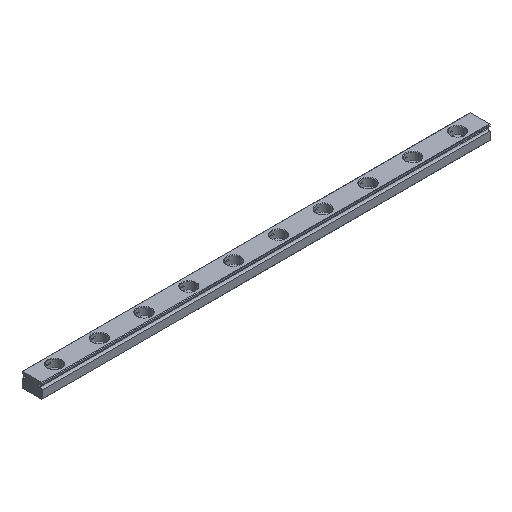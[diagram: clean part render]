
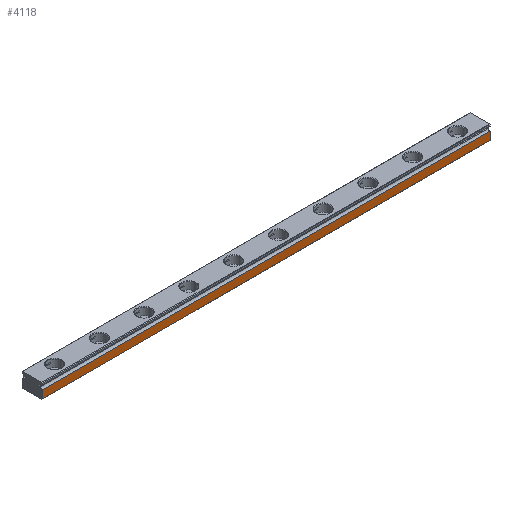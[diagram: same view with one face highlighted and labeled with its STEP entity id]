
A CAD part, isometric view. The second image highlights one B-rep face of the part: STEP entity #4118.
In plain terms, the highlighted planar face has unit normal (0, -1, 0).
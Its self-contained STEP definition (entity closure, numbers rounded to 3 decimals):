
#24 = VERTEX_POINT('',#25);
#25 = CARTESIAN_POINT('',(190.,15.5,3.705));
#33 = PLANE('',#34);
#34 = AXIS2_PLACEMENT_3D('',#35,#36,#37);
#35 = CARTESIAN_POINT('',(190.,20.,3.25));
#36 = DIRECTION('',(1.,0.,0.));
#37 = DIRECTION('',(0.,0.,1.));
#49 = CYLINDRICAL_SURFACE('',#50,1.);
#50 = AXIS2_PLACEMENT_3D('',#51,#52,#53);
#51 = CARTESIAN_POINT('',(-24.065,15.4,4.7));
#52 = DIRECTION('',(-1.,0.,0.));
#53 = DIRECTION('',(0.,-1.,0.));
#61 = EDGE_CURVE('',#24,#62,#64,.T.);
#62 = VERTEX_POINT('',#63);
#63 = CARTESIAN_POINT('',(190.,15.5,0.2));
#64 = SURFACE_CURVE('',#65,(#69,#76),.PCURVE_S1.);
#65 = LINE('',#66,#67);
#66 = CARTESIAN_POINT('',(190.,15.5,6.5));
#67 = VECTOR('',#68,1.);
#68 = DIRECTION('',(0.,0.,-1.));
#69 = PCURVE('',#33,#70);
#70 = DEFINITIONAL_REPRESENTATION('',(#71),#75);
#71 = LINE('',#72,#73);
#72 = CARTESIAN_POINT('',(3.25,4.5));
#73 = VECTOR('',#74,1.);
#74 = DIRECTION('',(-1.,0.));
#75 = ( GEOMETRIC_REPRESENTATION_CONTEXT(2) 
PARAMETRIC_REPRESENTATION_CONTEXT() REPRESENTATION_CONTEXT('2D SPACE',''
  ) );
#76 = PCURVE('',#77,#82);
#77 = PLANE('',#78);
#78 = AXIS2_PLACEMENT_3D('',#79,#80,#81);
#79 = CARTESIAN_POINT('',(90.,15.5,1.953));
#80 = DIRECTION('',(0.,-1.,0.));
#81 = DIRECTION('',(0.,0.,-1.));
#82 = DEFINITIONAL_REPRESENTATION('',(#83),#87);
#83 = LINE('',#84,#85);
#84 = CARTESIAN_POINT('',(-4.547,100.));
#85 = VECTOR('',#86,1.);
#86 = DIRECTION('',(1.,0.));
#87 = ( GEOMETRIC_REPRESENTATION_CONTEXT(2) 
PARAMETRIC_REPRESENTATION_CONTEXT() REPRESENTATION_CONTEXT('2D SPACE',''
  ) );
#105 = PLANE('',#106);
#106 = AXIS2_PLACEMENT_3D('',#107,#108,#109);
#107 = CARTESIAN_POINT('',(90.,15.6,0.1));
#108 = DIRECTION('',(0.,-0.707,-0.707));
#109 = DIRECTION('',(0.,0.707,-0.707));
#649 = PLANE('',#650);
#650 = AXIS2_PLACEMENT_3D('',#651,#652,#653);
#651 = CARTESIAN_POINT('',(-10.,20.,3.25));
#652 = DIRECTION('',(1.,0.,0.));
#653 = DIRECTION('',(0.,0.,1.));
#1035 = EDGE_CURVE('',#1036,#1038,#1040,.T.);
#1036 = VERTEX_POINT('',#1037);
#1037 = CARTESIAN_POINT('',(-10.,15.5,3.705));
#1038 = VERTEX_POINT('',#1039);
#1039 = CARTESIAN_POINT('',(-10.,15.5,0.2));
#1040 = SURFACE_CURVE('',#1041,(#1045,#1052),.PCURVE_S1.);
#1041 = LINE('',#1042,#1043);
#1042 = CARTESIAN_POINT('',(-10.,15.5,6.5));
#1043 = VECTOR('',#1044,1.);
#1044 = DIRECTION('',(0.,0.,-1.));
#1045 = PCURVE('',#649,#1046);
#1046 = DEFINITIONAL_REPRESENTATION('',(#1047),#1051);
#1047 = LINE('',#1048,#1049);
#1048 = CARTESIAN_POINT('',(3.25,4.5));
#1049 = VECTOR('',#1050,1.);
#1050 = DIRECTION('',(-1.,0.));
#1051 = ( GEOMETRIC_REPRESENTATION_CONTEXT(2) 
PARAMETRIC_REPRESENTATION_CONTEXT() REPRESENTATION_CONTEXT('2D SPACE',''
  ) );
#1052 = PCURVE('',#77,#1053);
#1053 = DEFINITIONAL_REPRESENTATION('',(#1054),#1058);
#1054 = LINE('',#1055,#1056);
#1055 = CARTESIAN_POINT('',(-4.547,-100.));
#1056 = VECTOR('',#1057,1.);
#1057 = DIRECTION('',(1.,0.));
#1058 = ( GEOMETRIC_REPRESENTATION_CONTEXT(2) 
PARAMETRIC_REPRESENTATION_CONTEXT() REPRESENTATION_CONTEXT('2D SPACE',''
  ) );
#4023 = EDGE_CURVE('',#1038,#62,#4024,.T.);
#4024 = SURFACE_CURVE('',#4025,(#4029,#4036),.PCURVE_S1.);
#4025 = LINE('',#4026,#4027);
#4026 = CARTESIAN_POINT('',(170.,15.5,0.2));
#4027 = VECTOR('',#4028,1.);
#4028 = DIRECTION('',(1.,0.,0.));
#4029 = PCURVE('',#105,#4030);
#4030 = DEFINITIONAL_REPRESENTATION('',(#4031),#4035);
#4031 = LINE('',#4032,#4033);
#4032 = CARTESIAN_POINT('',(-0.141,80.));
#4033 = VECTOR('',#4034,1.);
#4034 = DIRECTION('',(0.,1.));
#4035 = ( GEOMETRIC_REPRESENTATION_CONTEXT(2) 
PARAMETRIC_REPRESENTATION_CONTEXT() REPRESENTATION_CONTEXT('2D SPACE',''
  ) );
#4036 = PCURVE('',#77,#4037);
#4037 = DEFINITIONAL_REPRESENTATION('',(#4038),#4042);
#4038 = LINE('',#4039,#4040);
#4039 = CARTESIAN_POINT('',(1.753,80.));
#4040 = VECTOR('',#4041,1.);
#4041 = DIRECTION('',(0.,1.));
#4042 = ( GEOMETRIC_REPRESENTATION_CONTEXT(2) 
PARAMETRIC_REPRESENTATION_CONTEXT() REPRESENTATION_CONTEXT('2D SPACE',''
  ) );
#4118 = ADVANCED_FACE('',(#4119),#77,.T.);
#4119 = FACE_BOUND('',#4120,.T.);
#4120 = EDGE_LOOP('',(#4121,#4122,#4123,#4124));
#4121 = ORIENTED_EDGE('',*,*,#1035,.T.);
#4122 = ORIENTED_EDGE('',*,*,#4023,.T.);
#4123 = ORIENTED_EDGE('',*,*,#61,.F.);
#4124 = ORIENTED_EDGE('',*,*,#4125,.T.);
#4125 = EDGE_CURVE('',#24,#1036,#4126,.T.);
#4126 = SURFACE_CURVE('',#4127,(#4131,#4138),.PCURVE_S1.);
#4127 = LINE('',#4128,#4129);
#4128 = CARTESIAN_POINT('',(155.935,15.5,3.705));
#4129 = VECTOR('',#4130,1.);
#4130 = DIRECTION('',(-1.,0.,0.));
#4131 = PCURVE('',#77,#4132);
#4132 = DEFINITIONAL_REPRESENTATION('',(#4133),#4137);
#4133 = LINE('',#4134,#4135);
#4134 = CARTESIAN_POINT('',(-1.753,65.935));
#4135 = VECTOR('',#4136,1.);
#4136 = DIRECTION('',(0.,-1.));
#4137 = ( GEOMETRIC_REPRESENTATION_CONTEXT(2) 
PARAMETRIC_REPRESENTATION_CONTEXT() REPRESENTATION_CONTEXT('2D SPACE',''
  ) );
#4138 = PCURVE('',#49,#4139);
#4139 = DEFINITIONAL_REPRESENTATION('',(#4140),#4144);
#4140 = LINE('',#4141,#4142);
#4141 = CARTESIAN_POINT('',(4.612,-180.));
#4142 = VECTOR('',#4143,1.);
#4143 = DIRECTION('',(0.,1.));
#4144 = ( GEOMETRIC_REPRESENTATION_CONTEXT(2) 
PARAMETRIC_REPRESENTATION_CONTEXT() REPRESENTATION_CONTEXT('2D SPACE',''
  ) );
